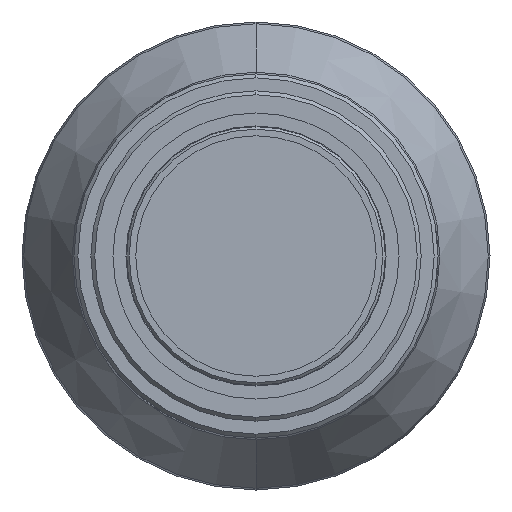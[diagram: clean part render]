
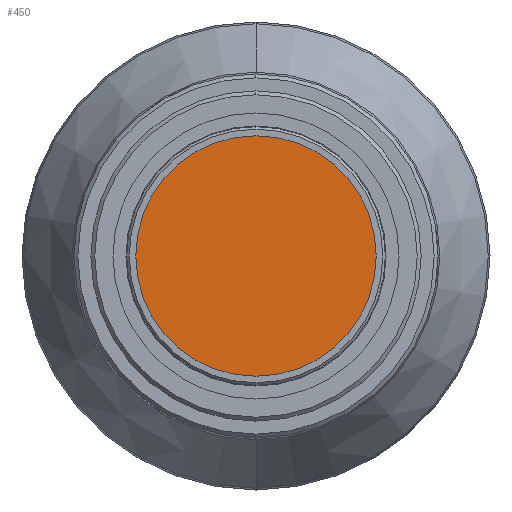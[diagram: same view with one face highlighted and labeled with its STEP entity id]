
A CAD part, left-side view. The second image highlights one B-rep face of the part: STEP entity #450.
In plain terms, the highlighted planar face has unit normal (-1, 0, 0).
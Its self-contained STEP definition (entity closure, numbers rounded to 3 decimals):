
#85 = DIRECTION ( 'NONE',  ( 1., 0., 0. ) ) ;
#249 = AXIS2_PLACEMENT_3D ( 'NONE', #1697, #85, #1007 ) ;
#389 = DIRECTION ( 'NONE',  ( 0., 0., -1. ) ) ;
#415 = CARTESIAN_POINT ( 'NONE',  ( -90.003, -9.361, 9.361 ) ) ;
#450 = ADVANCED_FACE ( 'NONE', ( #535 ), #1855, .F. ) ;
#455 = CARTESIAN_POINT ( 'NONE',  ( -90.003, 0., -9.25 ) ) ;
#535 = FACE_OUTER_BOUND ( 'NONE', #1053, .T. ) ;
#559 = EDGE_CURVE ( 'NONE', #902, #1467, #1348, .T. ) ;
#902 = VERTEX_POINT ( 'NONE', #946 ) ;
#946 = CARTESIAN_POINT ( 'NONE',  ( -90.003, 0., 9.25 ) ) ;
#969 = CIRCLE ( 'NONE', #2111, 9.25 ) ;
#1007 = DIRECTION ( 'NONE',  ( 0., 0., -1. ) ) ;
#1053 = EDGE_LOOP ( 'NONE', ( #1079, #2192 ) ) ;
#1079 = ORIENTED_EDGE ( 'NONE', *, *, #2200, .F. ) ;
#1234 = AXIS2_PLACEMENT_3D ( 'NONE', #415, #2039, #389 ) ;
#1348 = CIRCLE ( 'NONE', #249, 9.25 ) ;
#1430 = DIRECTION ( 'NONE',  ( 0., 0., -1. ) ) ;
#1467 = VERTEX_POINT ( 'NONE', #455 ) ;
#1697 = CARTESIAN_POINT ( 'NONE',  ( -90.003, 0., 0. ) ) ;
#1855 = PLANE ( 'NONE',  #1234 ) ;
#1984 = DIRECTION ( 'NONE',  ( 1., 0., 0. ) ) ;
#2039 = DIRECTION ( 'NONE',  ( 1., 0., 0. ) ) ;
#2111 = AXIS2_PLACEMENT_3D ( 'NONE', #2153, #1984, #1430 ) ;
#2153 = CARTESIAN_POINT ( 'NONE',  ( -90.003, 0., 0. ) ) ;
#2192 = ORIENTED_EDGE ( 'NONE', *, *, #559, .F. ) ;
#2200 = EDGE_CURVE ( 'NONE', #1467, #902, #969, .T. ) ;
